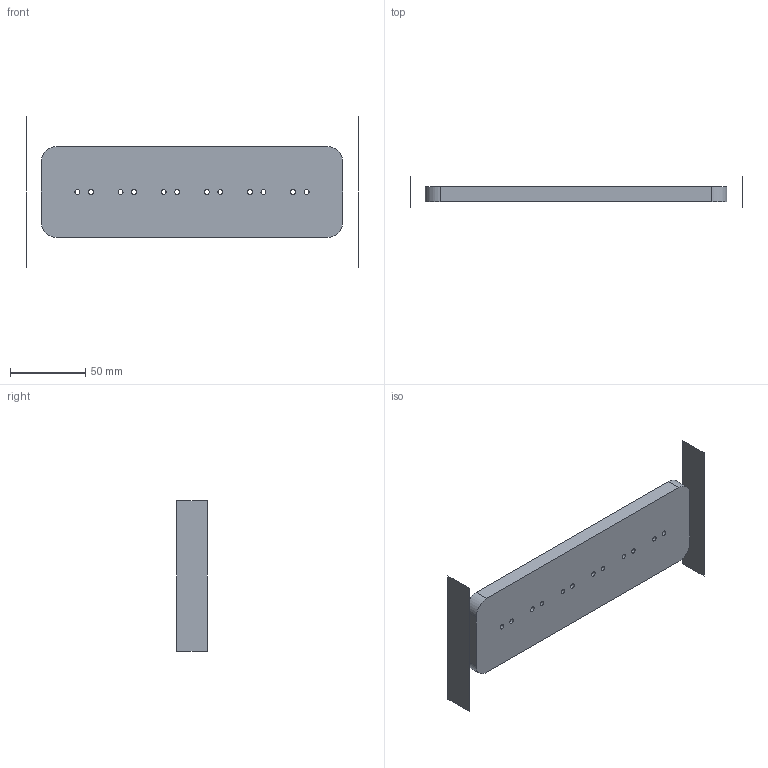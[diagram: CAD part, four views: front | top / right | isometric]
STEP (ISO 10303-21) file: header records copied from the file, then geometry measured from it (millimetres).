
FILE_DESCRIPTION((''),'2;1');
FILE_NAME('FSR_STRAP_MOLD','2021-03-14T20:13:01',('jcha8'),(''),'CREO PARAMETRIC BY PTC INC, 2020281','CREO PARAMETRIC BY PTC INC, 2020281','');
FILE_SCHEMA(('CONFIG_CONTROL_DESIGN'));
Length unit declared in the file: millimetre
Products named in the file (1): FSR_STRAP_MOLD
Bounding box: 220 x 20 x 100 mm (x, y, z)
Volume: 74527.5 mm3; surface area: 41823.8 mm2
Topology: 1 solids, 3 shells, 522 faces, 1236 edges, 744 vertices
Faces by surface type: cone 160, plane 154, cylinder 152, bspline 28, extrusion 28
Entity records: 17216 total; most frequent: CARTESIAN_POINT 5051, DIRECTION 2572, ORIENTED_EDGE 2464, EDGE_CURVE 1236, AXIS2_PLACEMENT_3D 928, VERTEX_POINT 744, VECTOR 716, LINE 688
